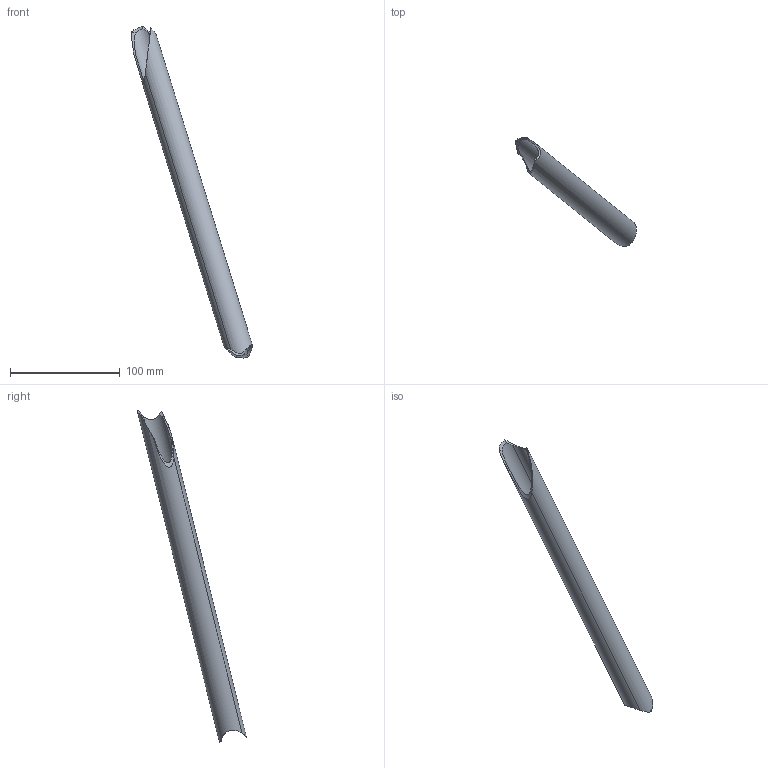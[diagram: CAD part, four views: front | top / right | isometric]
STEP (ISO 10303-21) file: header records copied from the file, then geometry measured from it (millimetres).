
FILE_DESCRIPTION(('CATIA V5 STEP Exchange'),'2;1');
FILE_NAME('44.stp','2022-02-16T09:59:27+00:00',('none'),('none'),'CATIA Version 5 Release 19 SP 2 (IN-10)','CATIA V5 STEP AP203','none');
FILE_SCHEMA(('CONFIG_CONTROL_DESIGN'));
Length unit declared in the file: millimetre
Products named in the file (1): Shape_048
Bounding box: 110.15 x 99.36 x 302.65 mm (x, y, z)
Volume: 32988.4 mm3; surface area: 44453.3 mm2
Topology: 1 solids, 1 shells, 18 faces, 53 edges, 35 vertices
Faces by surface type: cylinder 17, plane 1
Entity records: 914 total; most frequent: CARTESIAN_POINT 500, ORIENTED_EDGE 106, EDGE_CURVE 53, B_SPLINE_CURVE_WITH_KNOTS 47, VERTEX_POINT 35, DIRECTION 32, ADVANCED_FACE 18, EDGE_LOOP 18
